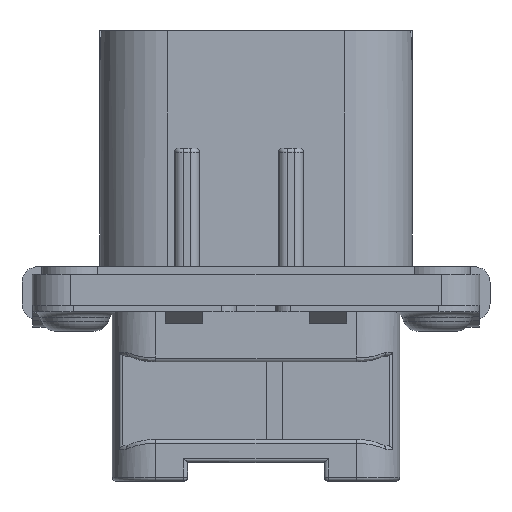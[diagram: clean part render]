
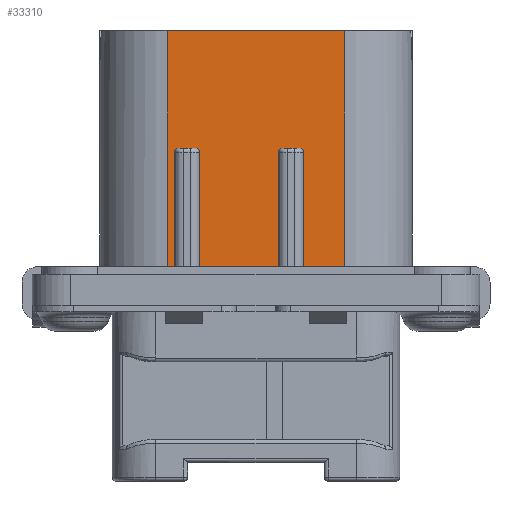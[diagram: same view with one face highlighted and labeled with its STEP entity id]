
A CAD part, front view. The second image highlights one B-rep face of the part: STEP entity #33310.
In plain terms, the highlighted planar face has unit normal (0, -1, 0).
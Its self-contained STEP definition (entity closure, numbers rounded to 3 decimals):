
#1275=DIRECTION('',(1.,0.,0.));
#1276=VECTOR('',#1275,2.66);
#1277=CARTESIAN_POINT('',(3.04,-9.,2.));
#1278=LINE('',#1277,#1276);
#2590=DIRECTION('',(1.,0.,0.));
#2591=VECTOR('',#2590,0.45);
#2592=CARTESIAN_POINT('',(-5.7,-9.,2.));
#2593=LINE('',#2592,#2591);
#2602=CARTESIAN_POINT('',(-5.,-9.,9.87));
#2603=DIRECTION('',(0.,1.,0.));
#2604=DIRECTION('',(-1.,0.,0.));
#2605=AXIS2_PLACEMENT_3D('',#2602,#2603,#2604);
#2634=CARTESIAN_POINT('',(-3.9,-9.,9.87));
#2635=DIRECTION('',(0.,1.,0.));
#2636=DIRECTION('',(0.,0.,1.));
#2637=AXIS2_PLACEMENT_3D('',#2634,#2635,#2636);
#2647=DIRECTION('',(0.,0.,1.));
#2648=VECTOR('',#2647,7.87);
#2649=CARTESIAN_POINT('',(-3.65,-9.,2.));
#2650=LINE('',#2649,#2648);
#2651=DIRECTION('',(1.,0.,0.));
#2652=VECTOR('',#2651,1.1);
#2653=CARTESIAN_POINT('',(-5.,-9.,10.12));
#2654=LINE('',#2653,#2652);
#2655=DIRECTION('',(0.,0.,1.));
#2656=VECTOR('',#2655,7.87);
#2657=CARTESIAN_POINT('',(-5.25,-9.,2.));
#2658=LINE('',#2657,#2656);
#2659=DIRECTION('',(0.,0.,-1.));
#2660=VECTOR('',#2659,15.67);
#2661=CARTESIAN_POINT('',(-5.7,-9.,17.67));
#2662=LINE('',#2661,#2660);
#2663=DIRECTION('',(0.,0.,-1.));
#2664=VECTOR('',#2663,15.67);
#2665=CARTESIAN_POINT('',(5.7,-9.,17.67));
#2666=LINE('',#2665,#2664);
#2667=DIRECTION('',(0.,0.,1.));
#2668=VECTOR('',#2667,7.87);
#2669=CARTESIAN_POINT('',(3.04,-9.,2.));
#2670=LINE('',#2669,#2668);
#2671=DIRECTION('',(1.,0.,0.));
#2672=VECTOR('',#2671,1.1);
#2673=CARTESIAN_POINT('',(1.69,-9.,10.12));
#2674=LINE('',#2673,#2672);
#2675=DIRECTION('',(0.,0.,1.));
#2676=VECTOR('',#2675,7.87);
#2677=CARTESIAN_POINT('',(1.44,-9.,2.));
#2678=LINE('',#2677,#2676);
#2871=DIRECTION('',(1.,0.,0.));
#2872=VECTOR('',#2871,11.4);
#2873=CARTESIAN_POINT('',(-5.7,-9.,17.67));
#2874=LINE('',#2873,#2872);
#22322=CARTESIAN_POINT('',(2.79,-9.,9.87));
#22323=DIRECTION('',(0.,1.,0.));
#22324=DIRECTION('',(0.,0.,1.));
#22325=AXIS2_PLACEMENT_3D('',#22322,#22323,#22324);
#22415=DIRECTION('',(1.,0.,0.));
#22416=VECTOR('',#22415,5.09);
#22417=CARTESIAN_POINT('',(-3.65,-9.,2.));
#22418=LINE('',#22417,#22416);
#22431=CARTESIAN_POINT('',(1.69,-9.,9.87));
#22432=DIRECTION('',(0.,1.,0.));
#22433=DIRECTION('',(-1.,0.,0.));
#22434=AXIS2_PLACEMENT_3D('',#22431,#22432,#22433);
#25211=CARTESIAN_POINT('',(-5.7,-9.,17.67));
#25212=CARTESIAN_POINT('',(-5.7,-9.,2.));
#25213=VERTEX_POINT('',#25211);
#25214=VERTEX_POINT('',#25212);
#25215=CARTESIAN_POINT('',(5.7,-9.,17.67));
#25216=CARTESIAN_POINT('',(5.7,-9.,2.));
#25217=VERTEX_POINT('',#25215);
#25218=VERTEX_POINT('',#25216);
#27136=CARTESIAN_POINT('',(-5.25,-9.,2.));
#27137=VERTEX_POINT('',#27136);
#27138=CARTESIAN_POINT('',(-3.65,-9.,2.));
#27139=CARTESIAN_POINT('',(1.44,-9.,2.));
#27140=VERTEX_POINT('',#27138);
#27141=VERTEX_POINT('',#27139);
#27142=CARTESIAN_POINT('',(3.04,-9.,2.));
#27143=VERTEX_POINT('',#27142);
#27181=CARTESIAN_POINT('',(-3.65,-9.,9.87));
#27183=VERTEX_POINT('',#27181);
#27185=CARTESIAN_POINT('',(-3.9,-9.,10.12));
#27187=VERTEX_POINT('',#27185);
#27200=CARTESIAN_POINT('',(-5.,-9.,10.12));
#27201=VERTEX_POINT('',#27200);
#27202=CARTESIAN_POINT('',(-5.25,-9.,9.87));
#27203=VERTEX_POINT('',#27202);
#27205=CARTESIAN_POINT('',(3.04,-9.,9.87));
#27207=VERTEX_POINT('',#27205);
#27209=CARTESIAN_POINT('',(2.79,-9.,10.12));
#27211=VERTEX_POINT('',#27209);
#27224=CARTESIAN_POINT('',(1.69,-9.,10.12));
#27225=VERTEX_POINT('',#27224);
#27226=CARTESIAN_POINT('',(1.44,-9.,9.87));
#27227=VERTEX_POINT('',#27226);
#33278=CARTESIAN_POINT('',(-10.05,-9.,2.));
#33279=DIRECTION('',(0.,-1.,0.));
#33280=DIRECTION('',(1.,0.,0.));
#33281=AXIS2_PLACEMENT_3D('',#33278,#33279,#33280);
#33282=PLANE('',#33281);
#33283=ORIENTED_EDGE('',*,*,#33269,.T.);
#33284=ORIENTED_EDGE('',*,*,#33258,.F.);
#33285=ORIENTED_EDGE('',*,*,#33243,.F.);
#33286=ORIENTED_EDGE('',*,*,#33224,.F.);
#33287=ORIENTED_EDGE('',*,*,#33209,.F.);
#33288=ORIENTED_EDGE('',*,*,#33194,.F.);
#33290=ORIENTED_EDGE('',*,*,#33289,.F.);
#33292=ORIENTED_EDGE('',*,*,#33291,.T.);
#33294=ORIENTED_EDGE('',*,*,#33293,.T.);
#33295=ORIENTED_EDGE('',*,*,#32353,.F.);
#33297=ORIENTED_EDGE('',*,*,#33296,.T.);
#33299=ORIENTED_EDGE('',*,*,#33298,.F.);
#33301=ORIENTED_EDGE('',*,*,#33300,.F.);
#33303=ORIENTED_EDGE('',*,*,#33302,.F.);
#33305=ORIENTED_EDGE('',*,*,#33304,.F.);
#33307=ORIENTED_EDGE('',*,*,#33306,.F.);
#33308=EDGE_LOOP('',(#33283,#33284,#33285,#33286,#33287,#33288,#33290,#33292,
#33294,#33295,#33297,#33299,#33301,#33303,#33305,#33307));
#33309=FACE_OUTER_BOUND('',#33308,.F.);
#33310=ADVANCED_FACE('',(#33309),#33282,.T.);
#2606=CIRCLE('',#2605,0.25);
#2638=CIRCLE('',#2637,0.25);
#22326=CIRCLE('',#22325,0.25);
#22435=CIRCLE('',#22434,0.25);
#32353=EDGE_CURVE('',#27143,#25218,#1278,.T.);
#33194=EDGE_CURVE('',#25214,#27137,#2593,.T.);
#33209=EDGE_CURVE('',#27137,#27203,#2658,.T.);
#33224=EDGE_CURVE('',#27203,#27201,#2606,.T.);
#33243=EDGE_CURVE('',#27201,#27187,#2654,.T.);
#33258=EDGE_CURVE('',#27187,#27183,#2638,.T.);
#33269=EDGE_CURVE('',#27140,#27183,#2650,.T.);
#33289=EDGE_CURVE('',#25213,#25214,#2662,.T.);
#33291=EDGE_CURVE('',#25213,#25217,#2874,.T.);
#33293=EDGE_CURVE('',#25217,#25218,#2666,.T.);
#33296=EDGE_CURVE('',#27143,#27207,#2670,.T.);
#33298=EDGE_CURVE('',#27211,#27207,#22326,.T.);
#33300=EDGE_CURVE('',#27225,#27211,#2674,.T.);
#33302=EDGE_CURVE('',#27227,#27225,#22435,.T.);
#33304=EDGE_CURVE('',#27141,#27227,#2678,.T.);
#33306=EDGE_CURVE('',#27140,#27141,#22418,.T.);
